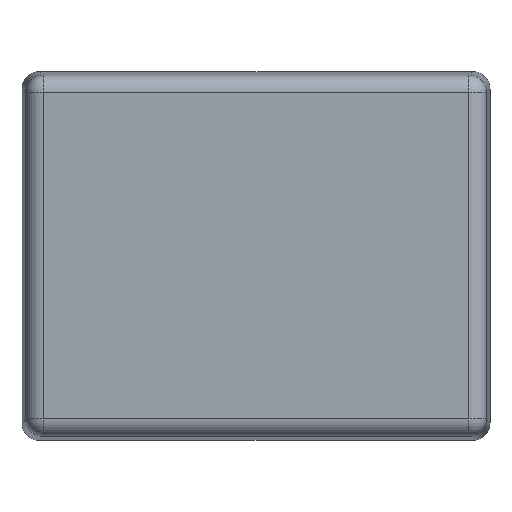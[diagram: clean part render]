
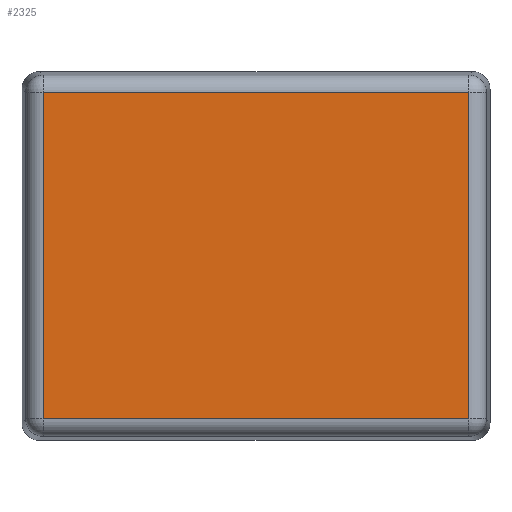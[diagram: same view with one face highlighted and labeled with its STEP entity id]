
A CAD part, top view. The second image highlights one B-rep face of the part: STEP entity #2325.
In plain terms, the highlighted planar face has unit normal (0, 0, 1).
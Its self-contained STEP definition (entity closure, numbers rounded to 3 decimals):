
#33 = ORIENTED_EDGE ( 'NONE', *, *, #1105, .T. ) ;
#76 = DIRECTION ( 'NONE',  ( -1., 0., 0. ) ) ;
#149 = ORIENTED_EDGE ( 'NONE', *, *, #305, .T. ) ;
#192 = CARTESIAN_POINT ( 'NONE',  ( -181.848, 139.348, 105. ) ) ;
#292 = VERTEX_POINT ( 'NONE', #755 ) ;
#305 = EDGE_CURVE ( 'NONE', #1979, #343, #1231, .T. ) ;
#343 = VERTEX_POINT ( 'NONE', #2095 ) ;
#344 = DIRECTION ( 'NONE',  ( 1., 0., 0. ) ) ;
#374 = DIRECTION ( 'NONE',  ( 1., 0., 0. ) ) ;
#501 = CARTESIAN_POINT ( 'NONE',  ( -181.848, -153.833, 105. ) ) ;
#618 = FACE_OUTER_BOUND ( 'NONE', #1535, .T. ) ;
#755 = CARTESIAN_POINT ( 'NONE',  ( 181.848, 139.348, 105. ) ) ;
#780 = VECTOR ( 'NONE', #76, 1000. ) ;
#973 = VECTOR ( 'NONE', #2064, 1000. ) ;
#1105 = EDGE_CURVE ( 'NONE', #292, #1883, #2163, .T. ) ;
#1137 = CARTESIAN_POINT ( 'NONE',  ( 196.333, -139.348, 105. ) ) ;
#1161 = CARTESIAN_POINT ( 'NONE',  ( -181.848, -139.348, 105. ) ) ;
#1231 = LINE ( 'NONE', #1137, #1294 ) ;
#1268 = ORIENTED_EDGE ( 'NONE', *, *, #2148, .T. ) ;
#1278 = LINE ( 'NONE', #501, #1556 ) ;
#1294 = VECTOR ( 'NONE', #374, 1000. ) ;
#1485 = CARTESIAN_POINT ( 'NONE',  ( 0., 0., 105. ) ) ;
#1535 = EDGE_LOOP ( 'NONE', ( #1268, #149, #1678, #33 ) ) ;
#1556 = VECTOR ( 'NONE', #2156, 1000. ) ;
#1663 = AXIS2_PLACEMENT_3D ( 'NONE', #1485, #2396, #344 ) ;
#1678 = ORIENTED_EDGE ( 'NONE', *, *, #1882, .T. ) ;
#1838 = PLANE ( 'NONE',  #1663 ) ;
#1882 = EDGE_CURVE ( 'NONE', #343, #292, #1937, .T. ) ;
#1883 = VERTEX_POINT ( 'NONE', #192 ) ;
#1917 = CARTESIAN_POINT ( 'NONE',  ( -196.333, 139.348, 105. ) ) ;
#1937 = LINE ( 'NONE', #2073, #973 ) ;
#1979 = VERTEX_POINT ( 'NONE', #1161 ) ;
#2064 = DIRECTION ( 'NONE',  ( 0., 1., 0. ) ) ;
#2073 = CARTESIAN_POINT ( 'NONE',  ( 181.848, 153.833, 105. ) ) ;
#2095 = CARTESIAN_POINT ( 'NONE',  ( 181.848, -139.348, 105. ) ) ;
#2148 = EDGE_CURVE ( 'NONE', #1883, #1979, #1278, .T. ) ;
#2156 = DIRECTION ( 'NONE',  ( 0., -1., 0. ) ) ;
#2163 = LINE ( 'NONE', #1917, #780 ) ;
#2325 = ADVANCED_FACE ( 'NONE', ( #618 ), #1838, .T. ) ;
#2396 = DIRECTION ( 'NONE',  ( 0., 0., 1. ) ) ;
